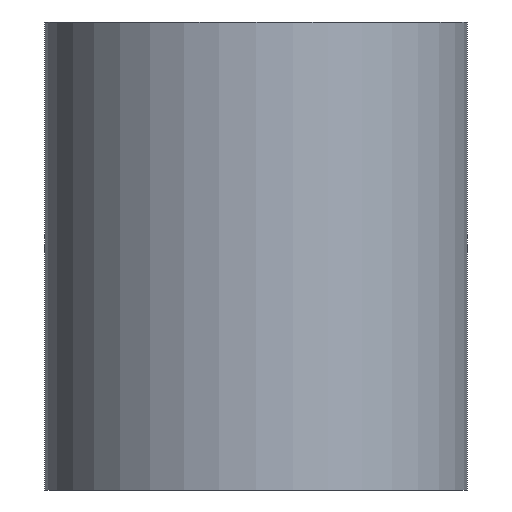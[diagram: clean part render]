
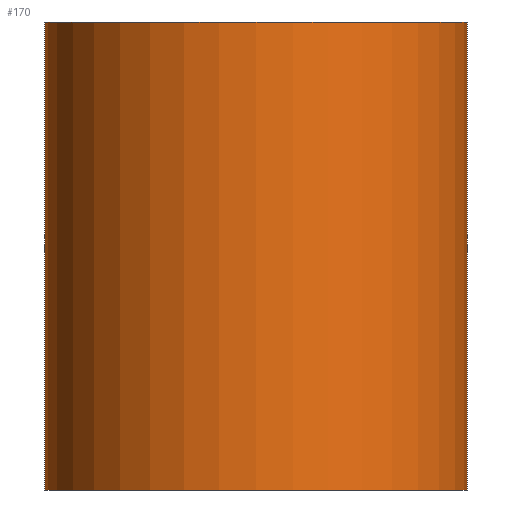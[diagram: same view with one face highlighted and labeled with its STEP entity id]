
A CAD part, front view. The second image highlights one B-rep face of the part: STEP entity #170.
In plain terms, the highlighted cylindrical face has radius 32.5 mm (diameter 65 mm), a partial arc.
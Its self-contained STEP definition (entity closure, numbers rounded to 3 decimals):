
#33 = DIRECTION ( 'NONE',  ( 1., 0., 0. ) ) ;
#34 = AXIS2_PLACEMENT_3D ( 'NONE', #371, #1012, #529 ) ;
#37 = EDGE_CURVE ( 'NONE', #676, #519, #817, .T. ) ;
#59 = CARTESIAN_POINT ( 'NONE',  ( -32.5, 0., 163.924 ) ) ;
#102 = AXIS2_PLACEMENT_3D ( 'NONE', #516, #207, #33 ) ;
#116 = DIRECTION ( 'NONE',  ( 0., 0., -1. ) ) ;
#137 = CARTESIAN_POINT ( 'NONE',  ( -32.5, 0., 0. ) ) ;
#150 = VERTEX_POINT ( 'NONE', #137 ) ;
#170 = ADVANCED_FACE ( 'NONE', ( #1009 ), #286, .T. ) ;
#181 = DIRECTION ( 'NONE',  ( 0., 0., -1. ) ) ;
#195 = CARTESIAN_POINT ( 'NONE',  ( 32.5, 0., 72. ) ) ;
#198 = ORIENTED_EDGE ( 'NONE', *, *, #653, .T. ) ;
#207 = DIRECTION ( 'NONE',  ( 0., 0., 1. ) ) ;
#239 = ORIENTED_EDGE ( 'NONE', *, *, #594, .T. ) ;
#276 = DIRECTION ( 'NONE',  ( -1., 0., 0. ) ) ;
#286 = CYLINDRICAL_SURFACE ( 'NONE', #865, 32.5 ) ;
#339 = VECTOR ( 'NONE', #116, 1000. ) ;
#347 = CARTESIAN_POINT ( 'NONE',  ( 32.5, 0., 0. ) ) ;
#351 = VERTEX_POINT ( 'NONE', #960 ) ;
#371 = CARTESIAN_POINT ( 'NONE',  ( 0., 0., 0. ) ) ;
#437 = EDGE_LOOP ( 'NONE', ( #885, #837, #239, #198 ) ) ;
#456 = LINE ( 'NONE', #59, #339 ) ;
#491 = CIRCLE ( 'NONE', #34, 32.5 ) ;
#516 = CARTESIAN_POINT ( 'NONE',  ( 0., 0., 72. ) ) ;
#519 = VERTEX_POINT ( 'NONE', #347 ) ;
#529 = DIRECTION ( 'NONE',  ( 1., 0., 0. ) ) ;
#567 = EDGE_CURVE ( 'NONE', #351, #676, #1047, .T. ) ;
#586 = VECTOR ( 'NONE', #181, 1000. ) ;
#594 = EDGE_CURVE ( 'NONE', #351, #150, #456, .T. ) ;
#653 = EDGE_CURVE ( 'NONE', #150, #519, #491, .T. ) ;
#676 = VERTEX_POINT ( 'NONE', #195 ) ;
#817 = LINE ( 'NONE', #984, #586 ) ;
#837 = ORIENTED_EDGE ( 'NONE', *, *, #567, .F. ) ;
#865 = AXIS2_PLACEMENT_3D ( 'NONE', #1013, #941, #276 ) ;
#885 = ORIENTED_EDGE ( 'NONE', *, *, #37, .F. ) ;
#941 = DIRECTION ( 'NONE',  ( 0., 0., -1. ) ) ;
#960 = CARTESIAN_POINT ( 'NONE',  ( -32.5, 0., 72. ) ) ;
#984 = CARTESIAN_POINT ( 'NONE',  ( 32.5, 0., 163.924 ) ) ;
#1009 = FACE_OUTER_BOUND ( 'NONE', #437, .T. ) ;
#1012 = DIRECTION ( 'NONE',  ( 0., 0., 1. ) ) ;
#1013 = CARTESIAN_POINT ( 'NONE',  ( 0., 0., 163.924 ) ) ;
#1047 = CIRCLE ( 'NONE', #102, 32.5 ) ;
